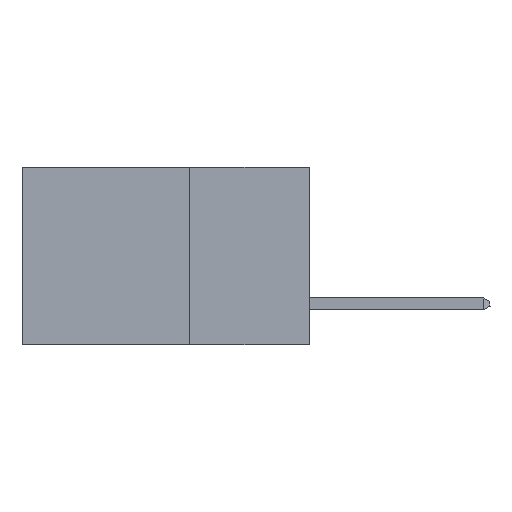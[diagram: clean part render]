
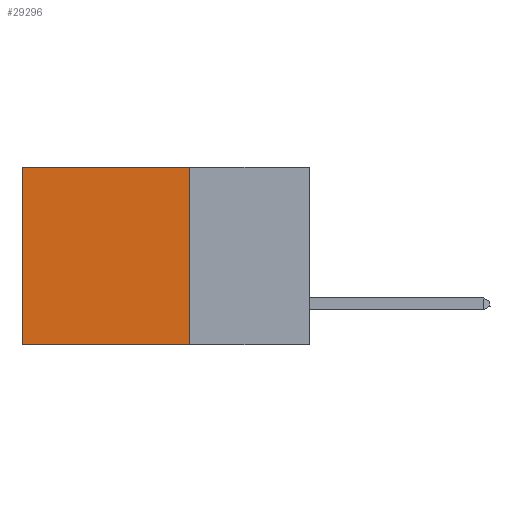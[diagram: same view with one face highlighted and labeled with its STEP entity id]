
A CAD part, left-side view. The second image highlights one B-rep face of the part: STEP entity #29296.
In plain terms, the highlighted planar face has unit normal (-1, 0, 0).
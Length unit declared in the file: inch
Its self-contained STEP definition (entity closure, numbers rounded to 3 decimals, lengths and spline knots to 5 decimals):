
#110 = VERTEX_POINT ( 'NONE', #18211 ) ;
#3236 = VERTEX_POINT ( 'NONE', #34334 ) ;
#4218 = LINE ( 'NONE', #6205, #27131 ) ;
#4583 = ORIENTED_EDGE ( 'NONE', *, *, #14270, .T. ) ;
#5708 = VERTEX_POINT ( 'NONE', #16420 ) ;
#6032 = DIRECTION ( 'NONE',  ( 1., 0., 0. ) ) ;
#6205 = CARTESIAN_POINT ( 'NONE',  ( 0.2875, 0.6, 0. ) ) ;
#7425 = VECTOR ( 'NONE', #7618, 39.37008 ) ;
#7538 = LINE ( 'NONE', #36809, #29816 ) ;
#7618 = DIRECTION ( 'NONE',  ( 0., 1., 0. ) ) ;
#8683 = ORIENTED_EDGE ( 'NONE', *, *, #25844, .F. ) ;
#9431 = AXIS2_PLACEMENT_3D ( 'NONE', #19404, #6032, #42073 ) ;
#13051 = LINE ( 'NONE', #23546, #7425 ) ;
#14270 = EDGE_CURVE ( 'NONE', #110, #3236, #4218, .T. ) ;
#16420 = CARTESIAN_POINT ( 'NONE',  ( 0.2875, 0.25, 0. ) ) ;
#18211 = CARTESIAN_POINT ( 'NONE',  ( 0.2875, 0.6, 0. ) ) ;
#19404 = CARTESIAN_POINT ( 'NONE',  ( 0.2875, 0.25, 0. ) ) ;
#19933 = FACE_OUTER_BOUND ( 'NONE', #22590, .T. ) ;
#22590 = EDGE_LOOP ( 'NONE', ( #4583, #24874, #8683, #36048 ) ) ;
#23546 = CARTESIAN_POINT ( 'NONE',  ( 0.2875, 0.25, -0.37 ) ) ;
#23923 = DIRECTION ( 'NONE',  ( 0., 1., 0. ) ) ;
#24034 = EDGE_CURVE ( 'NONE', #38195, #3236, #13051, .T. ) ;
#24331 = CARTESIAN_POINT ( 'NONE',  ( 0.2875, 0.25, -0.37 ) ) ;
#24874 = ORIENTED_EDGE ( 'NONE', *, *, #24034, .F. ) ;
#25820 = DIRECTION ( 'NONE',  ( 0., 0., -1. ) ) ;
#25844 = EDGE_CURVE ( 'NONE', #5708, #38195, #31970, .T. ) ;
#27131 = VECTOR ( 'NONE', #25820, 39.37008 ) ;
#29296 = ADVANCED_FACE ( 'NONE', ( #19933 ), #31937, .F. ) ;
#29816 = VECTOR ( 'NONE', #23923, 39.37008 ) ;
#30873 = EDGE_CURVE ( 'NONE', #5708, #110, #7538, .T. ) ;
#31937 = PLANE ( 'NONE',  #9431 ) ;
#31970 = LINE ( 'NONE', #41109, #33409 ) ;
#33409 = VECTOR ( 'NONE', #41949, 39.37008 ) ;
#34334 = CARTESIAN_POINT ( 'NONE',  ( 0.2875, 0.6, -0.37 ) ) ;
#36048 = ORIENTED_EDGE ( 'NONE', *, *, #30873, .T. ) ;
#36809 = CARTESIAN_POINT ( 'NONE',  ( 0.2875, 0.25, 0. ) ) ;
#38195 = VERTEX_POINT ( 'NONE', #24331 ) ;
#41109 = CARTESIAN_POINT ( 'NONE',  ( 0.2875, 0.25, 0. ) ) ;
#41949 = DIRECTION ( 'NONE',  ( 0., 0., -1. ) ) ;
#42073 = DIRECTION ( 'NONE',  ( 0., 0., -1. ) ) ;
